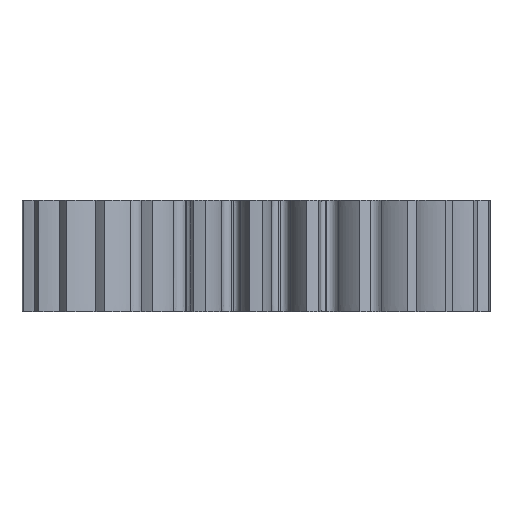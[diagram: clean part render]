
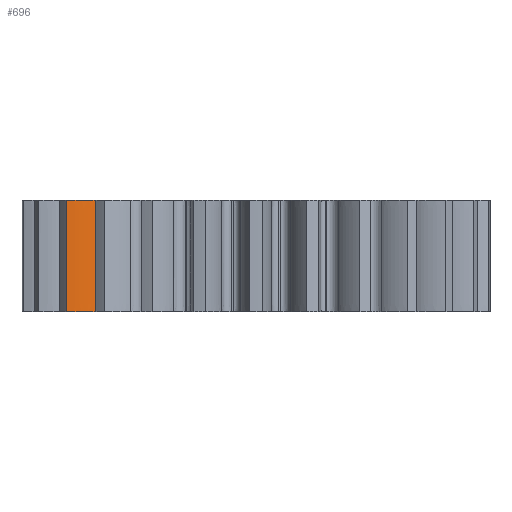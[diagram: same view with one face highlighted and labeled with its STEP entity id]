
A CAD part, left-side view. The second image highlights one B-rep face of the part: STEP entity #696.
In plain terms, the highlighted face is a extrusion surface.
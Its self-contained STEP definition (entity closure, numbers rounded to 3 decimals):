
#696=ADVANCED_FACE('',(#1939),#1941,.F.);
#1939=FACE_BOUND('',#1940,.T.);
#1940=EDGE_LOOP('',(#4114,#4115,#4116,#4117));
#1941=SURFACE_OF_LINEAR_EXTRUSION('',#1942,#1943);
#1942=B_SPLINE_CURVE_WITH_KNOTS('',3,
(#4118,#4119,#4120,#4121,#4122,#4123,#4124,#4125,#4126,#4127,#4128,#4129,#4130,#4131,
#4132,#4133,#4134,#4135,#4136,#4137,#4138,#4139,#4140,#4141,#4142,#4143,#4144,#4145,
#4146,#4147),
.UNSPECIFIED.,.F.,.F.,
(4,2,2,2,2,2,2,2,2,2,2,2,2,2,4),
(0.,0.067,0.135,0.203,0.273,0.342,
0.413,0.484,0.556,0.628,0.701,
0.775,0.849,0.924,1.),
.UNSPECIFIED.);
#1943=VECTOR('',#1944,10.);
#1944=DIRECTION('',(0.,0.,1.));
#4114=ORIENTED_EDGE('',*,*,#6842,.F.);
#4115=ORIENTED_EDGE('',*,*,#6925,.T.);
#4116=ORIENTED_EDGE('',*,*,#6682,.F.);
#4117=ORIENTED_EDGE('',*,*,#6596,.F.);
#4118=CARTESIAN_POINT('',(-11.594,14.372,0.));
#4119=CARTESIAN_POINT('',(-11.626,14.424,0.));
#4120=CARTESIAN_POINT('',(-11.657,14.477,0.));
#4121=CARTESIAN_POINT('',(-11.715,14.585,0.));
#4122=CARTESIAN_POINT('',(-11.742,14.641,0.));
#4123=CARTESIAN_POINT('',(-11.796,14.753,0.));
#4124=CARTESIAN_POINT('',(-11.821,14.809,0.));
#4125=CARTESIAN_POINT('',(-11.87,14.925,0.));
#4126=CARTESIAN_POINT('',(-11.894,14.983,0.));
#4127=CARTESIAN_POINT('',(-11.939,15.101,0.));
#4128=CARTESIAN_POINT('',(-11.961,15.16,0.));
#4129=CARTESIAN_POINT('',(-12.003,15.281,0.));
#4130=CARTESIAN_POINT('',(-12.024,15.342,0.));
#4131=CARTESIAN_POINT('',(-12.063,15.464,0.));
#4132=CARTESIAN_POINT('',(-12.081,15.526,0.));
#4133=CARTESIAN_POINT('',(-12.117,15.651,0.));
#4134=CARTESIAN_POINT('',(-12.134,15.714,0.));
#4135=CARTESIAN_POINT('',(-12.167,15.841,0.));
#4136=CARTESIAN_POINT('',(-12.183,15.905,0.));
#4137=CARTESIAN_POINT('',(-12.213,16.034,0.));
#4138=CARTESIAN_POINT('',(-12.227,16.099,0.));
#4139=CARTESIAN_POINT('',(-12.255,16.23,0.));
#4140=CARTESIAN_POINT('',(-12.268,16.295,0.));
#4141=CARTESIAN_POINT('',(-12.292,16.428,0.));
#4142=CARTESIAN_POINT('',(-12.304,16.495,0.));
#4143=CARTESIAN_POINT('',(-12.326,16.629,0.));
#4144=CARTESIAN_POINT('',(-12.336,16.696,0.));
#4145=CARTESIAN_POINT('',(-12.355,16.832,0.));
#4146=CARTESIAN_POINT('',(-12.364,16.9,0.));
#4147=CARTESIAN_POINT('',(-12.372,16.969,0.));
#6596=EDGE_CURVE('',#7132,#7133,#7134,.T.);
#6682=EDGE_CURVE('',#7133,#7294,#7295,.F.);
#6842=EDGE_CURVE('',#7581,#7132,#7583,.T.);
#6925=EDGE_CURVE('',#7581,#7294,#7705,.T.);
#7132=VERTEX_POINT('',#8082);
#7133=VERTEX_POINT('',#8083);
#7134=LINE('',#8084,#8085);
#7294=VERTEX_POINT('',#9524);
#7295=B_SPLINE_CURVE_WITH_KNOTS('',3,
(#9525,#9526,#9527,#9528,#9529,#9530,#9531,#9532,#9533,#9534,#9535,#9536,#9537,#9538,
#9539,#9540,#9541,#9542,#9543,#9544,#9545,#9546,#9547,#9548,#9549,#9550,#9551,#9552,
#9553,#9554),
.UNSPECIFIED.,.F.,.F.,
(4,2,2,2,2,2,2,2,2,2,2,2,2,2,4),
(0.,0.067,0.135,0.203,0.273,0.342,
0.413,0.484,0.556,0.628,0.701,
0.775,0.849,0.924,1.),
.UNSPECIFIED.);
#7581=VERTEX_POINT('',#13590);
#7583=B_SPLINE_CURVE_WITH_KNOTS('',3,
(#13621,#13622,#13623,#13624,#13625,#13626,#13627,#13628,#13629,#13630,#13631,#13632,
#13633,#13634,#13635,#13636,#13637,#13638,#13639,#13640,#13641,#13642,#13643,#13644,
#13645,#13646,#13647,#13648,#13649,#13650),
.UNSPECIFIED.,.F.,.F.,
(4,2,2,2,2,2,2,2,2,2,2,2,2,2,4),
(0.,0.067,0.135,0.203,0.273,0.342,
0.413,0.484,0.556,0.628,0.701,
0.775,0.849,0.924,1.),
.UNSPECIFIED.);
#7705=LINE('',#14999,#15000);
#8082=CARTESIAN_POINT('',(-12.372,16.969,0.));
#8083=CARTESIAN_POINT('',(-12.372,16.969,10.));
#8084=CARTESIAN_POINT('',(-12.372,16.969,0.));
#8085=VECTOR('',#8086,1.);
#8086=DIRECTION('',(0.,0.,1.));
#9524=CARTESIAN_POINT('',(-11.594,14.372,10.));
#9525=CARTESIAN_POINT('',(-11.594,14.372,10.));
#9526=CARTESIAN_POINT('',(-11.626,14.424,10.));
#9527=CARTESIAN_POINT('',(-11.657,14.477,10.));
#9528=CARTESIAN_POINT('',(-11.715,14.585,10.));
#9529=CARTESIAN_POINT('',(-11.742,14.641,10.));
#9530=CARTESIAN_POINT('',(-11.796,14.753,10.));
#9531=CARTESIAN_POINT('',(-11.821,14.809,10.));
#9532=CARTESIAN_POINT('',(-11.87,14.925,10.));
#9533=CARTESIAN_POINT('',(-11.894,14.983,10.));
#9534=CARTESIAN_POINT('',(-11.939,15.101,10.));
#9535=CARTESIAN_POINT('',(-11.961,15.16,10.));
#9536=CARTESIAN_POINT('',(-12.003,15.281,10.));
#9537=CARTESIAN_POINT('',(-12.024,15.342,10.));
#9538=CARTESIAN_POINT('',(-12.063,15.464,10.));
#9539=CARTESIAN_POINT('',(-12.081,15.526,10.));
#9540=CARTESIAN_POINT('',(-12.117,15.651,10.));
#9541=CARTESIAN_POINT('',(-12.134,15.714,10.));
#9542=CARTESIAN_POINT('',(-12.167,15.841,10.));
#9543=CARTESIAN_POINT('',(-12.183,15.905,10.));
#9544=CARTESIAN_POINT('',(-12.213,16.034,10.));
#9545=CARTESIAN_POINT('',(-12.227,16.099,10.));
#9546=CARTESIAN_POINT('',(-12.255,16.23,10.));
#9547=CARTESIAN_POINT('',(-12.268,16.295,10.));
#9548=CARTESIAN_POINT('',(-12.292,16.428,10.));
#9549=CARTESIAN_POINT('',(-12.304,16.495,10.));
#9550=CARTESIAN_POINT('',(-12.326,16.629,10.));
#9551=CARTESIAN_POINT('',(-12.336,16.696,10.));
#9552=CARTESIAN_POINT('',(-12.355,16.832,10.));
#9553=CARTESIAN_POINT('',(-12.364,16.9,10.));
#9554=CARTESIAN_POINT('',(-12.372,16.969,10.));
#13590=CARTESIAN_POINT('',(-11.594,14.372,0.));
#13621=CARTESIAN_POINT('',(-11.594,14.372,0.));
#13622=CARTESIAN_POINT('',(-11.626,14.424,0.));
#13623=CARTESIAN_POINT('',(-11.657,14.477,0.));
#13624=CARTESIAN_POINT('',(-11.715,14.585,0.));
#13625=CARTESIAN_POINT('',(-11.742,14.641,0.));
#13626=CARTESIAN_POINT('',(-11.796,14.753,0.));
#13627=CARTESIAN_POINT('',(-11.821,14.809,0.));
#13628=CARTESIAN_POINT('',(-11.87,14.925,0.));
#13629=CARTESIAN_POINT('',(-11.894,14.983,0.));
#13630=CARTESIAN_POINT('',(-11.939,15.101,0.));
#13631=CARTESIAN_POINT('',(-11.961,15.16,0.));
#13632=CARTESIAN_POINT('',(-12.003,15.281,0.));
#13633=CARTESIAN_POINT('',(-12.024,15.342,0.));
#13634=CARTESIAN_POINT('',(-12.063,15.464,0.));
#13635=CARTESIAN_POINT('',(-12.081,15.526,0.));
#13636=CARTESIAN_POINT('',(-12.117,15.651,0.));
#13637=CARTESIAN_POINT('',(-12.134,15.714,0.));
#13638=CARTESIAN_POINT('',(-12.167,15.841,0.));
#13639=CARTESIAN_POINT('',(-12.183,15.905,0.));
#13640=CARTESIAN_POINT('',(-12.213,16.034,0.));
#13641=CARTESIAN_POINT('',(-12.227,16.099,0.));
#13642=CARTESIAN_POINT('',(-12.255,16.23,0.));
#13643=CARTESIAN_POINT('',(-12.268,16.295,0.));
#13644=CARTESIAN_POINT('',(-12.292,16.428,0.));
#13645=CARTESIAN_POINT('',(-12.304,16.495,0.));
#13646=CARTESIAN_POINT('',(-12.326,16.629,0.));
#13647=CARTESIAN_POINT('',(-12.336,16.696,0.));
#13648=CARTESIAN_POINT('',(-12.355,16.832,0.));
#13649=CARTESIAN_POINT('',(-12.364,16.9,0.));
#13650=CARTESIAN_POINT('',(-12.372,16.969,0.));
#14999=CARTESIAN_POINT('',(-11.594,14.372,0.));
#15000=VECTOR('',#15001,1.);
#15001=DIRECTION('',(0.,0.,1.));
